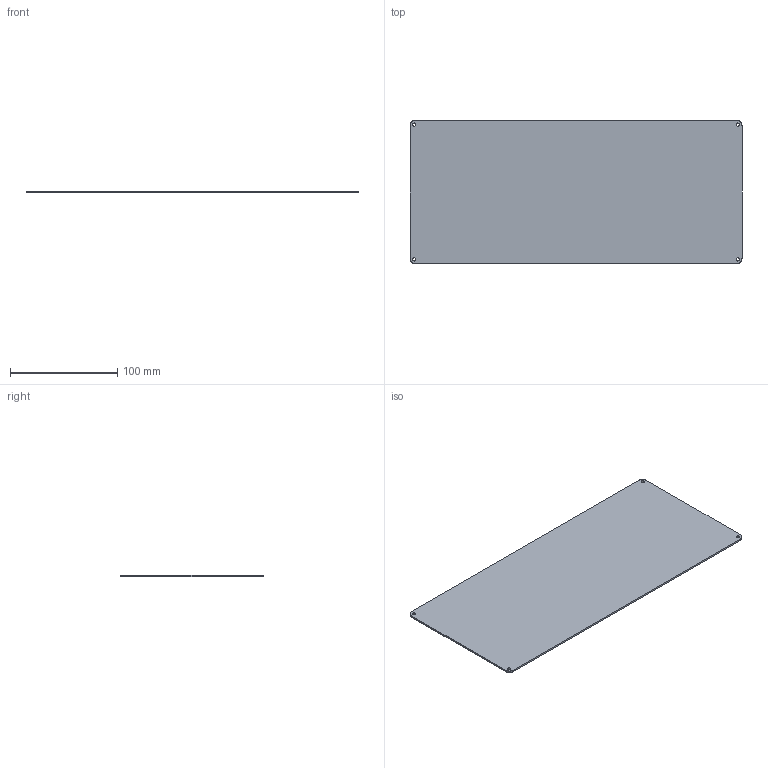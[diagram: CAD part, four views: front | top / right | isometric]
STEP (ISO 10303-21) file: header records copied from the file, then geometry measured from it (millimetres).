
FILE_DESCRIPTION(/* description */ (''),/* implementation_level */ '2;1');
FILE_NAME(/* name */ 'keyboard-v27-pcb-placeholder.step',/* time_stamp */ '2024-04-07T12:55:36+01:00',/* author */ (''),/* organization */ (''),/* preprocessor_version */ 'ST-DEVELOPER v20',/* originating_system */ 'Autodesk Translation Framework v12.20.1.177',/* authorisation */ '');
FILE_SCHEMA (('AUTOMOTIVE_DESIGN { 1 0 10303 214 3 1 1 }'));
Length unit declared in the file: millimetre
Products named in the file (1): PCB (Placeholder)
Bounding box: 310.1 x 134 x 1.6 mm (x, y, z)
Volume: 66405 mm3; surface area: 84474 mm2
Topology: 1 solids, 1 shells, 90 faces, 264 edges, 176 vertices
Faces by surface type: plane 86, cylinder 4
Full cylindrical faces by diameter (mm): 3 x4
Entity records: 2992 total; most frequent: CARTESIAN_POINT 531, ORIENTED_EDGE 528, DIRECTION 454, EDGE_CURVE 264, LINE 256, VECTOR 256, VERTEX_POINT 176, AXIS2_PLACEMENT_3D 99
